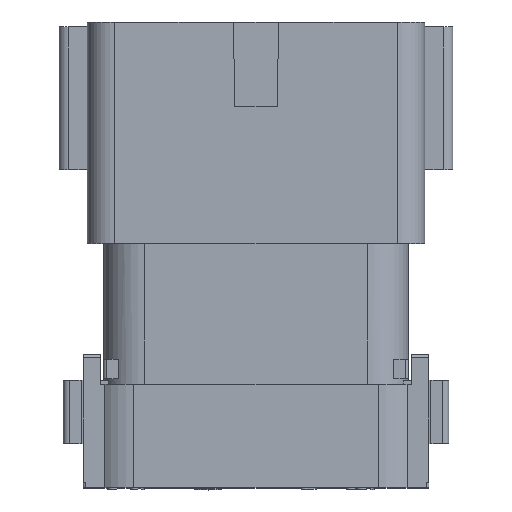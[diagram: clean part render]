
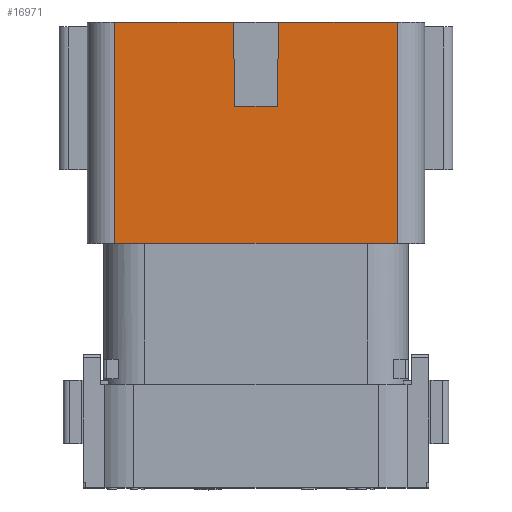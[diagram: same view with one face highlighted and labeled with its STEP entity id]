
A CAD part, top view. The second image highlights one B-rep face of the part: STEP entity #16971.
In plain terms, the highlighted planar face has unit normal (0, 0, 1).
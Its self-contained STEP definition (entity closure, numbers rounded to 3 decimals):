
#1106=ORIENTED_EDGE('',*,*,#4467,.F.);
#1107=ORIENTED_EDGE('',*,*,#4468,.F.);
#1108=ORIENTED_EDGE('',*,*,#4469,.T.);
#1109=ORIENTED_EDGE('',*,*,#4372,.T.);
#1110=ORIENTED_EDGE('',*,*,#4470,.F.);
#1111=ORIENTED_EDGE('',*,*,#4471,.F.);
#1112=ORIENTED_EDGE('',*,*,#4472,.F.);
#1113=ORIENTED_EDGE('',*,*,#4473,.F.);
#4372=EDGE_CURVE('',#6061,#6060,#7158,.T.);
#4467=EDGE_CURVE('',#6136,#6137,#7229,.T.);
#4468=EDGE_CURVE('',#6138,#6136,#7230,.T.);
#4469=EDGE_CURVE('',#6138,#6061,#7231,.T.);
#4470=EDGE_CURVE('',#6139,#6060,#7232,.T.);
#4471=EDGE_CURVE('',#6140,#6139,#7233,.T.);
#4472=EDGE_CURVE('',#6141,#6140,#7234,.T.);
#4473=EDGE_CURVE('',#6137,#6141,#7235,.T.);
#6060=VERTEX_POINT('',#23055);
#6061=VERTEX_POINT('',#23057);
#6136=VERTEX_POINT('',#23241);
#6137=VERTEX_POINT('',#23242);
#6138=VERTEX_POINT('',#23244);
#6139=VERTEX_POINT('',#23247);
#6140=VERTEX_POINT('',#23249);
#6141=VERTEX_POINT('',#23251);
#7158=LINE('',#23056,#8475);
#7229=LINE('',#23240,#8546);
#7230=LINE('',#23243,#8547);
#7231=LINE('',#23245,#8548);
#7232=LINE('',#23246,#8549);
#7233=LINE('',#23248,#8550);
#7234=LINE('',#23250,#8551);
#7235=LINE('',#23252,#8552);
#8475=VECTOR('',#19269,1000.);
#8546=VECTOR('',#19416,1000.);
#8547=VECTOR('',#19417,1000.);
#8548=VECTOR('',#19418,1000.);
#8549=VECTOR('',#19419,1000.);
#8550=VECTOR('',#19420,1000.);
#8551=VECTOR('',#19421,1000.);
#8552=VECTOR('',#19422,1000.);
#9592=EDGE_LOOP('',(#1106,#1107,#1108,#1109,#1110,#1111,#1112,#1113));
#10520=FACE_BOUND('',#9592,.T.);
#11378=PLANE('',#17815);
#16971=ADVANCED_FACE('',(#10520),#11378,.F.);
#17815=AXIS2_PLACEMENT_3D('',#23239,#19414,#19415);
#19269=DIRECTION('',(1.,0.,0.));
#19414=DIRECTION('',(0.,0.,-1.));
#19415=DIRECTION('',(-1.,0.,0.));
#19416=DIRECTION('',(0.019,-1.,0.));
#19417=DIRECTION('',(1.,0.,0.));
#19418=DIRECTION('',(0.,-1.,0.));
#19419=DIRECTION('',(0.,-1.,0.));
#19420=DIRECTION('',(1.,0.,0.));
#19421=DIRECTION('',(0.019,1.,0.));
#19422=DIRECTION('',(1.,0.,0.));
#23055=CARTESIAN_POINT('',(14.75,0.,10.95));
#23056=CARTESIAN_POINT('',(-14.75,0.,10.95));
#23057=CARTESIAN_POINT('',(-14.75,0.,10.95));
#23239=CARTESIAN_POINT('',(-14.75,23.1,10.95));
#23240=CARTESIAN_POINT('',(-2.374,23.338,10.95));
#23241=CARTESIAN_POINT('',(-2.369,23.1,10.95));
#23242=CARTESIAN_POINT('',(-2.2,14.3,10.95));
#23243=CARTESIAN_POINT('',(-14.75,23.1,10.95));
#23244=CARTESIAN_POINT('',(-14.75,23.1,10.95));
#23245=CARTESIAN_POINT('',(-14.75,23.1,10.95));
#23246=CARTESIAN_POINT('',(14.75,23.1,10.95));
#23247=CARTESIAN_POINT('',(14.75,23.1,10.95));
#23248=CARTESIAN_POINT('',(-14.75,23.1,10.95));
#23249=CARTESIAN_POINT('',(2.369,23.1,10.95));
#23250=CARTESIAN_POINT('',(2.363,22.771,10.95));
#23251=CARTESIAN_POINT('',(2.2,14.3,10.95));
#23252=CARTESIAN_POINT('',(-14.75,14.3,10.95));
